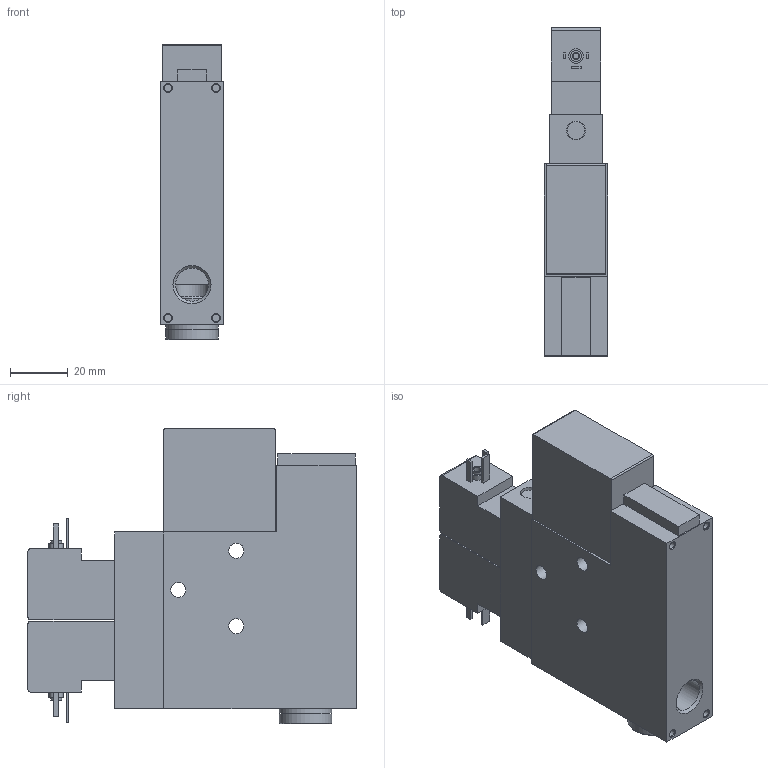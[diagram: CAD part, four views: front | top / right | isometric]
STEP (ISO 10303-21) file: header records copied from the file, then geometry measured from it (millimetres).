
FILE_DESCRIPTION(/* description */ ('STEP AP214'),/* implementation_level */ '2;1');
FILE_NAME(/* name */ '162509_VADMI-140',/* time_stamp */ '2024-09-13T06:10:27+02:00',/* author */ ('License CC BY-ND 4.0'),/* organization */ ('CADENAS'),/* preprocessor_version */ 'ST-DEVELOPER v19.3',/* originating_system */ 'PARTsolutions',/* authorisation */ ' ');
FILE_SCHEMA (('AUTOMOTIVE_DESIGN {1 0 10303 214 3 1 1}'));
Length unit declared in the file: millimetre
Products named in the file (3): 162509 VADMI-140; 162509 VADMI-140_(p); 3569 B-1/4
Assembly tree (2 placements, depth 2):
  162509 VADMI-140
    162509 VADMI-140_(p)
    3569 B-1/4
Bounding box: 22 x 113.4 x 102 mm (x, y, z)
Volume: 171911.5 mm3; surface area: 32469.6 mm2
Topology: 2 solids, 2 shells, 137 faces, 302 edges, 195 vertices
Faces by surface type: plane 92, cylinder 30, cone 14, torus 1
Full cylindrical faces by diameter (mm): 2.013 x2, 2.459 x4, 2.5 x2, 3.8 x2, 5 x2, 5.2 x3, 6.5 x2, 8.566 x1, 11.445 x2, 13.157 x1, 16.2 x1, 18 x2
Entity records: 4442 total; most frequent: CARTESIAN_POINT 618, DIRECTION 609, ORIENTED_EDGE 522, EDGE_CURVE 261, AXIS2_PLACEMENT_3D 214, EDGE_LOOP 210, FACE_BOUND 210, VERTEX_POINT 193
